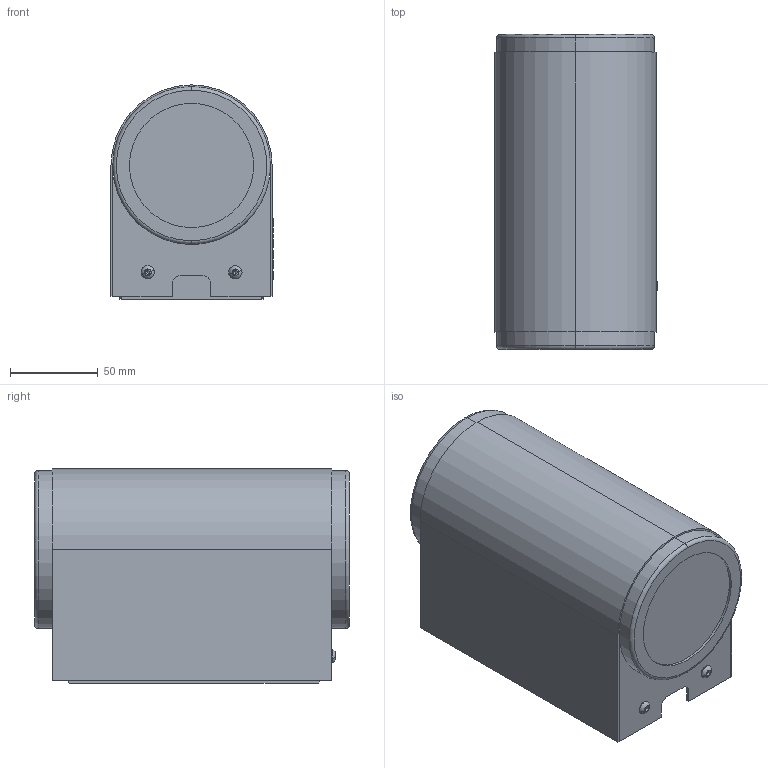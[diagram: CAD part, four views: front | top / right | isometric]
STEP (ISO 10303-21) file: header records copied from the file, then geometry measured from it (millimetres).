
FILE_DESCRIPTION (( 'STEP AP203' ), '1' );
FILE_NAME ('Mandal 2xLED.STEP', '2026-01-15T08:57:14', ( '' ), ( '' ), 'SwSTEP 2.0', 'SolidWorks 2024', '' );
FILE_SCHEMA (( 'CONFIG_CONTROL_DESIGN' ));
Length unit declared in the file: millimetre
Products named in the file (20): M121_Bla 2 wzmoc_rs; M94_ASKER_USZCZELKA W1 PRZEWODU_rs_w02; M121K_Blaszka mocowania ośki; M121K_Pokrywa dolna_rs_M121 Góra; M4 nakrętka okrągła wciskana_rs; M121_Szybka w2_rs_Góra; M121W2_Obud spaw_rs_W5; M121_Bla obud_rs; M121W2_Tył w2 spaw_rs_W2; M121W2_Rurka 2_rs_M121W2; M121W2_Pokr_rs_W2G; M121_Szybka w2_rs_Dół; Mandal 2xLED; M121W2_Pokr_rs_W2D; M121W2_Tył kom_rs_W2; M121_Pręt_rs_W2; M121K_Pokrywa dolna_rs_Z otw W2; M121W2_Przód kom_rs_W4_kg; M121W2_Tył w2 bla_rs_w2; socket button head screw_iso_ISO 7380 - M4 x 8 - 8N
Assembly tree (24 placements, depth 4):
  Mandal 2xLED
    M121W2_Tył kom_rs_W2
      M121W2_Tył w2 spaw_rs_W2
        M121W2_Tył w2 bla_rs_w2
        M121W2_Rurka 2_rs_M121W2  x2
        M121_Bla 2 wzmoc_rs
      M94_ASKER_USZCZELKA W1 PRZEWODU_rs_w02  x2
    M121W2_Przód kom_rs_W4_kg
      M121W2_Obud spaw_rs_W5
        M121_Bla obud_rs
        M121_Pręt_rs_W2
        M121W2_Pokr_rs_W2G
        M121W2_Pokr_rs_W2D
        M4 nakrętka okrągła wciskana_rs  x2
        M121K_Pokrywa dolna_rs_Z otw W2
        M121K_Pokrywa dolna_rs_M121 Góra
        M121K_Blaszka mocowania ośki  x2
      M121_Szybka w2_rs_Góra
      M121_Szybka w2_rs_Dół
      socket button head screw_iso_ISO 7380 - M4 x 8 - 8N  x2
Bounding box: 92.5 x 179.8 x 122.3 mm (x, y, z)
Volume: 155369 mm3; surface area: 216921.6 mm2
Topology: 20 solids, 20 shells, 1637 faces, 4462 edges, 2936 vertices
Faces by surface type: plane 1132, cone 226, cylinder 131, bspline 100, torus 44, sphere 4
Entity records: 35283 total; most frequent: CARTESIAN_POINT 9440, ORIENTED_EDGE 5150, DIRECTION 4604, EDGE_CURVE 2575, LINE 1786, VECTOR 1786, VERTEX_POINT 1689, AXIS2_PLACEMENT_3D 1409
